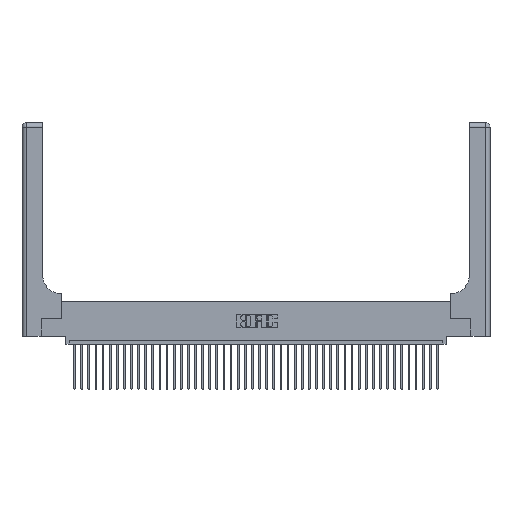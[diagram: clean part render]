
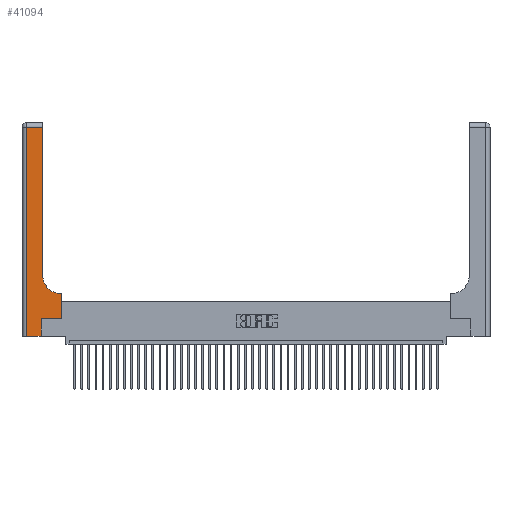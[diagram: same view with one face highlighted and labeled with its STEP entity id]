
A CAD part, top view. The second image highlights one B-rep face of the part: STEP entity #41094.
In plain terms, the highlighted planar face has unit normal (0, 0, 1).
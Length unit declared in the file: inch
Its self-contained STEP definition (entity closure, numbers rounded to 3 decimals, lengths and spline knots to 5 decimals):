
#192 = CARTESIAN_POINT ( 'NONE',  ( 0.269, 0., 0.37 ) ) ;
#418 = VERTEX_POINT ( 'NONE', #28056 ) ;
#651 = ORIENTED_EDGE ( 'NONE', *, *, #27901, .T. ) ;
#674 = AXIS2_PLACEMENT_3D ( 'NONE', #16876, #20033, #3219 ) ;
#1865 = CIRCLE ( 'NONE', #37889, 0.25 ) ;
#2927 = EDGE_CURVE ( 'NONE', #21002, #31468, #8793, .T. ) ;
#2985 = EDGE_CURVE ( 'NONE', #24260, #25884, #11364, .T. ) ;
#3219 = DIRECTION ( 'NONE',  ( -1., 0., 0. ) ) ;
#4518 = ORIENTED_EDGE ( 'NONE', *, *, #12544, .T. ) ;
#5239 = ORIENTED_EDGE ( 'NONE', *, *, #28567, .T. ) ;
#5518 = CARTESIAN_POINT ( 'NONE',  ( 0., 2.94, 0.37 ) ) ;
#6422 = LINE ( 'NONE', #31379, #40801 ) ;
#6607 = DIRECTION ( 'NONE',  ( 0., 1., 0. ) ) ;
#6910 = VECTOR ( 'NONE', #6607, 39.37008 ) ;
#7143 = VERTEX_POINT ( 'NONE', #17238 ) ;
#7751 = CARTESIAN_POINT ( 'NONE',  ( 0.06, 3., 0.37 ) ) ;
#8034 = CARTESIAN_POINT ( 'NONE',  ( 0.269, 0.25, 0.37 ) ) ;
#8648 = EDGE_LOOP ( 'NONE', ( #40651, #41332, #5239, #35259, #18027, #651, #42645, #12006, #4518 ) ) ;
#8793 = LINE ( 'NONE', #29568, #41097 ) ;
#9986 = VECTOR ( 'NONE', #23342, 39.37008 ) ;
#10636 = DIRECTION ( 'NONE',  ( 1., 0., 0. ) ) ;
#10900 = CARTESIAN_POINT ( 'NONE',  ( 0.5585, 0.25, 0.37 ) ) ;
#11363 = DIRECTION ( 'NONE',  ( 0., -1., 0. ) ) ;
#11364 = LINE ( 'NONE', #31796, #19172 ) ;
#12006 = ORIENTED_EDGE ( 'NONE', *, *, #2985, .T. ) ;
#12544 = EDGE_CURVE ( 'NONE', #25884, #7143, #1865, .T. ) ;
#13561 = CARTESIAN_POINT ( 'NONE',  ( 0.5415, 0.85, 0.37 ) ) ;
#14125 = VERTEX_POINT ( 'NONE', #8034 ) ;
#14962 = EDGE_CURVE ( 'NONE', #31468, #14125, #37610, .T. ) ;
#16822 = CARTESIAN_POINT ( 'NONE',  ( 0.5585, 0.25, 0.37 ) ) ;
#16876 = CARTESIAN_POINT ( 'NONE',  ( 0., 3., 0.37 ) ) ;
#17238 = CARTESIAN_POINT ( 'NONE',  ( 0.2915, 0.85, 0.37 ) ) ;
#17999 = CARTESIAN_POINT ( 'NONE',  ( 0.06, 0., 0.37 ) ) ;
#18027 = ORIENTED_EDGE ( 'NONE', *, *, #14962, .T. ) ;
#19172 = VECTOR ( 'NONE', #38646, 39.37008 ) ;
#19284 = EDGE_CURVE ( 'NONE', #41744, #24260, #35275, .T. ) ;
#20033 = DIRECTION ( 'NONE',  ( 0., 0., -1. ) ) ;
#20248 = LINE ( 'NONE', #5518, #31251 ) ;
#20393 = LINE ( 'NONE', #36877, #6910 ) ;
#21002 = VERTEX_POINT ( 'NONE', #17999 ) ;
#23342 = DIRECTION ( 'NONE',  ( 0., 1., 0. ) ) ;
#23479 = CARTESIAN_POINT ( 'NONE',  ( 0.269, 0., 0.37 ) ) ;
#23559 = PLANE ( 'NONE',  #674 ) ;
#24260 = VERTEX_POINT ( 'NONE', #32916 ) ;
#24277 = VECTOR ( 'NONE', #37726, 39.37008 ) ;
#25884 = VERTEX_POINT ( 'NONE', #35846 ) ;
#26931 = DIRECTION ( 'NONE',  ( 0., 0., -1. ) ) ;
#27901 = EDGE_CURVE ( 'NONE', #14125, #41744, #6422, .T. ) ;
#28056 = CARTESIAN_POINT ( 'NONE',  ( 0.06, 2.94, 0.37 ) ) ;
#28331 = EDGE_CURVE ( 'NONE', #7143, #34415, #20393, .T. ) ;
#28567 = EDGE_CURVE ( 'NONE', #418, #21002, #41219, .T. ) ;
#29568 = CARTESIAN_POINT ( 'NONE',  ( 0., 0., 0.37 ) ) ;
#31251 = VECTOR ( 'NONE', #32153, 39.37008 ) ;
#31379 = CARTESIAN_POINT ( 'NONE',  ( 0.269, 0.25, 0.37 ) ) ;
#31468 = VERTEX_POINT ( 'NONE', #192 ) ;
#31796 = CARTESIAN_POINT ( 'NONE',  ( 0.2915, 0.6, 0.37 ) ) ;
#31831 = DIRECTION ( 'NONE',  ( 1., 0., 0. ) ) ;
#32153 = DIRECTION ( 'NONE',  ( -1., 0., 0. ) ) ;
#32393 = FACE_OUTER_BOUND ( 'NONE', #8648, .T. ) ;
#32916 = CARTESIAN_POINT ( 'NONE',  ( 0.5585, 0.6, 0.37 ) ) ;
#34415 = VERTEX_POINT ( 'NONE', #43038 ) ;
#35259 = ORIENTED_EDGE ( 'NONE', *, *, #2927, .T. ) ;
#35275 = LINE ( 'NONE', #10900, #24277 ) ;
#35846 = CARTESIAN_POINT ( 'NONE',  ( 0.5415, 0.6, 0.37 ) ) ;
#36142 = EDGE_CURVE ( 'NONE', #34415, #418, #20248, .T. ) ;
#36542 = VECTOR ( 'NONE', #11363, 39.37008 ) ;
#36877 = CARTESIAN_POINT ( 'NONE',  ( 0.2915, 3., 0.37 ) ) ;
#37610 = LINE ( 'NONE', #23479, #9986 ) ;
#37726 = DIRECTION ( 'NONE',  ( 0., 1., 0. ) ) ;
#37889 = AXIS2_PLACEMENT_3D ( 'NONE', #13561, #26931, #10636 ) ;
#38646 = DIRECTION ( 'NONE',  ( -1., 0., 0. ) ) ;
#40651 = ORIENTED_EDGE ( 'NONE', *, *, #28331, .T. ) ;
#40801 = VECTOR ( 'NONE', #41441, 39.37008 ) ;
#41094 = ADVANCED_FACE ( 'NONE', ( #32393 ), #23559, .F. ) ;
#41097 = VECTOR ( 'NONE', #31831, 39.37008 ) ;
#41219 = LINE ( 'NONE', #7751, #36542 ) ;
#41332 = ORIENTED_EDGE ( 'NONE', *, *, #36142, .T. ) ;
#41441 = DIRECTION ( 'NONE',  ( 1., 0., 0. ) ) ;
#41744 = VERTEX_POINT ( 'NONE', #16822 ) ;
#42645 = ORIENTED_EDGE ( 'NONE', *, *, #19284, .T. ) ;
#43038 = CARTESIAN_POINT ( 'NONE',  ( 0.2915, 2.94, 0.37 ) ) ;
